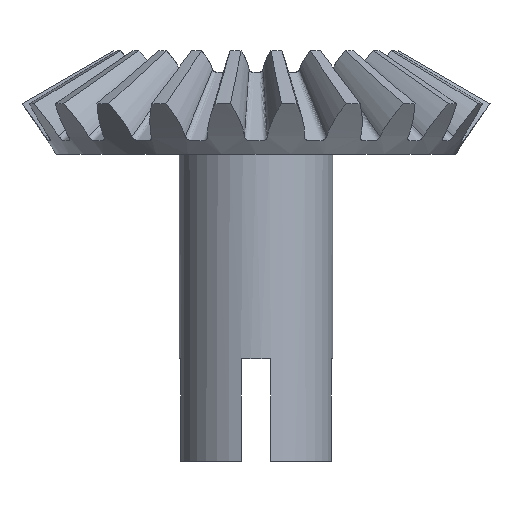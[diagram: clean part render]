
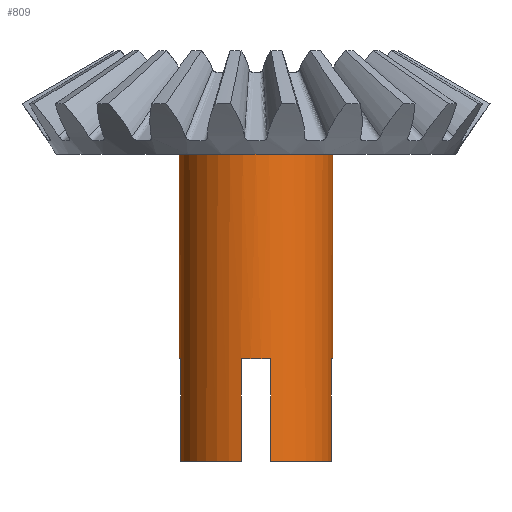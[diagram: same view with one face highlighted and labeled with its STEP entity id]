
A CAD part, front view. The second image highlights one B-rep face of the part: STEP entity #809.
In plain terms, the highlighted cylindrical face has radius 7.5 mm (diameter 15 mm), a partial arc.
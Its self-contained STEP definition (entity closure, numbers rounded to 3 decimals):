
#119 = CIRCLE ( 'NONE', #8804, 7.5 ) ;
#144 = DIRECTION ( 'NONE',  ( -1., 0., 0. ) ) ;
#173 = CARTESIAN_POINT ( 'NONE',  ( 0., 0., -48.676 ) ) ;
#334 = EDGE_CURVE ( 'NONE', #972, #4474, #977, .T. ) ;
#395 = ORIENTED_EDGE ( 'NONE', *, *, #5367, .F. ) ;
#525 = ORIENTED_EDGE ( 'NONE', *, *, #8301, .T. ) ;
#607 = CARTESIAN_POINT ( 'NONE',  ( -1.451, -7.358, -38.676 ) ) ;
#708 = CARTESIAN_POINT ( 'NONE',  ( 7.358, -1.451, -38.676 ) ) ;
#809 = ADVANCED_FACE ( 'NONE', ( #1846 ), #8302, .T. ) ;
#820 = VERTEX_POINT ( 'NONE', #607 ) ;
#852 = AXIS2_PLACEMENT_3D ( 'NONE', #3116, #8787, #144 ) ;
#972 = VERTEX_POINT ( 'NONE', #4547 ) ;
#977 = CIRCLE ( 'NONE', #6143, 7.5 ) ;
#986 = DIRECTION ( 'NONE',  ( -1., 0., 0. ) ) ;
#1073 = CARTESIAN_POINT ( 'NONE',  ( 0., 0., -48.676 ) ) ;
#1124 = ORIENTED_EDGE ( 'NONE', *, *, #6766, .F. ) ;
#1261 = VERTEX_POINT ( 'NONE', #5274 ) ;
#1264 = CARTESIAN_POINT ( 'NONE',  ( 0., 0., -18.676 ) ) ;
#1461 = VERTEX_POINT ( 'NONE', #2369 ) ;
#1585 = CIRCLE ( 'NONE', #3644, 7.5 ) ;
#1630 = EDGE_LOOP ( 'NONE', ( #2477, #8710, #5694, #4882, #3999, #2558, #395, #6087, #525, #1124, #5379, #4627 ) ) ;
#1846 = FACE_OUTER_BOUND ( 'NONE', #1630, .T. ) ;
#1968 = LINE ( 'NONE', #6133, #2351 ) ;
#1972 = EDGE_CURVE ( 'NONE', #8957, #3169, #4049, .T. ) ;
#1984 = DIRECTION ( 'NONE',  ( 0., 0., 1. ) ) ;
#1994 = VERTEX_POINT ( 'NONE', #708 ) ;
#2002 = CARTESIAN_POINT ( 'NONE',  ( -7.5, 0., -18.676 ) ) ;
#2065 = CIRCLE ( 'NONE', #3830, 7.5 ) ;
#2213 = CARTESIAN_POINT ( 'NONE',  ( -7.5, 0., -38.676 ) ) ;
#2351 = VECTOR ( 'NONE', #2746, 1000. ) ;
#2369 = CARTESIAN_POINT ( 'NONE',  ( 7.5, 0., -38.676 ) ) ;
#2406 = VERTEX_POINT ( 'NONE', #4270 ) ;
#2477 = ORIENTED_EDGE ( 'NONE', *, *, #6249, .F. ) ;
#2496 = DIRECTION ( 'NONE',  ( 0., 0., -1. ) ) ;
#2558 = ORIENTED_EDGE ( 'NONE', *, *, #3450, .F. ) ;
#2669 = CARTESIAN_POINT ( 'NONE',  ( 0., 0., -48.676 ) ) ;
#2746 = DIRECTION ( 'NONE',  ( 0., 0., -1. ) ) ;
#2939 = DIRECTION ( 'NONE',  ( 0., 0., -1. ) ) ;
#3100 = DIRECTION ( 'NONE',  ( 0., 0., 1. ) ) ;
#3116 = CARTESIAN_POINT ( 'NONE',  ( 0., 0., -38.676 ) ) ;
#3132 = CARTESIAN_POINT ( 'NONE',  ( 1.451, -7.358, -48.676 ) ) ;
#3169 = VERTEX_POINT ( 'NONE', #2002 ) ;
#3252 = VERTEX_POINT ( 'NONE', #8915 ) ;
#3427 = DIRECTION ( 'NONE',  ( 0., 0., -1. ) ) ;
#3450 = EDGE_CURVE ( 'NONE', #8610, #820, #1585, .T. ) ;
#3609 = CARTESIAN_POINT ( 'NONE',  ( 1.451, -7.358, -38.676 ) ) ;
#3644 = AXIS2_PLACEMENT_3D ( 'NONE', #4581, #2496, #5321 ) ;
#3649 = VECTOR ( 'NONE', #4232, 1000. ) ;
#3719 = EDGE_CURVE ( 'NONE', #1261, #4181, #5270, .T. ) ;
#3830 = AXIS2_PLACEMENT_3D ( 'NONE', #173, #2939, #8770 ) ;
#3999 = ORIENTED_EDGE ( 'NONE', *, *, #6487, .T. ) ;
#4049 = CIRCLE ( 'NONE', #8470, 7.5 ) ;
#4058 = EDGE_CURVE ( 'NONE', #1461, #8957, #6107, .T. ) ;
#4100 = DIRECTION ( 'NONE',  ( 0., 0., -1. ) ) ;
#4181 = VERTEX_POINT ( 'NONE', #2213 ) ;
#4190 = DIRECTION ( 'NONE',  ( -1., 0., 0. ) ) ;
#4232 = DIRECTION ( 'NONE',  ( 0., 0., 1. ) ) ;
#4270 = CARTESIAN_POINT ( 'NONE',  ( -1.451, -7.358, -48.676 ) ) ;
#4307 = VECTOR ( 'NONE', #6791, 1000. ) ;
#4365 = CARTESIAN_POINT ( 'NONE',  ( 1.451, -7.358, -48.676 ) ) ;
#4474 = VERTEX_POINT ( 'NONE', #4365 ) ;
#4547 = CARTESIAN_POINT ( 'NONE',  ( 7.358, -1.451, -48.676 ) ) ;
#4571 = LINE ( 'NONE', #3132, #6490 ) ;
#4572 = EDGE_CURVE ( 'NONE', #2406, #3252, #2065, .T. ) ;
#4581 = CARTESIAN_POINT ( 'NONE',  ( 0., 0., -38.676 ) ) ;
#4627 = ORIENTED_EDGE ( 'NONE', *, *, #1972, .T. ) ;
#4691 = CARTESIAN_POINT ( 'NONE',  ( -1.451, -7.358, -48.676 ) ) ;
#4859 = CARTESIAN_POINT ( 'NONE',  ( 7.5, 0., -18.676 ) ) ;
#4882 = ORIENTED_EDGE ( 'NONE', *, *, #4572, .F. ) ;
#5270 = CIRCLE ( 'NONE', #852, 7.5 ) ;
#5274 = CARTESIAN_POINT ( 'NONE',  ( -7.358, -1.451, -38.676 ) ) ;
#5321 = DIRECTION ( 'NONE',  ( -1., 0., 0. ) ) ;
#5362 = CARTESIAN_POINT ( 'NONE',  ( 7.5, 0., -48.676 ) ) ;
#5367 = EDGE_CURVE ( 'NONE', #4474, #8610, #4571, .T. ) ;
#5379 = ORIENTED_EDGE ( 'NONE', *, *, #4058, .T. ) ;
#5389 = DIRECTION ( 'NONE',  ( 0., 0., 1. ) ) ;
#5429 = VECTOR ( 'NONE', #5389, 1000. ) ;
#5487 = VECTOR ( 'NONE', #3100, 1000. ) ;
#5499 = CARTESIAN_POINT ( 'NONE',  ( 0., 0., -38.676 ) ) ;
#5518 = DIRECTION ( 'NONE',  ( -1., 0., 0. ) ) ;
#5655 = EDGE_CURVE ( 'NONE', #1261, #3252, #1968, .T. ) ;
#5694 = ORIENTED_EDGE ( 'NONE', *, *, #5655, .T. ) ;
#6081 = LINE ( 'NONE', #4691, #5429 ) ;
#6087 = ORIENTED_EDGE ( 'NONE', *, *, #334, .F. ) ;
#6107 = LINE ( 'NONE', #5362, #4307 ) ;
#6133 = CARTESIAN_POINT ( 'NONE',  ( -7.358, -1.451, -48.676 ) ) ;
#6143 = AXIS2_PLACEMENT_3D ( 'NONE', #1073, #7301, #986 ) ;
#6249 = EDGE_CURVE ( 'NONE', #4181, #3169, #7790, .T. ) ;
#6487 = EDGE_CURVE ( 'NONE', #2406, #820, #6081, .T. ) ;
#6490 = VECTOR ( 'NONE', #8936, 1000. ) ;
#6614 = CARTESIAN_POINT ( 'NONE',  ( 7.358, -1.451, -48.676 ) ) ;
#6766 = EDGE_CURVE ( 'NONE', #1461, #1994, #119, .T. ) ;
#6791 = DIRECTION ( 'NONE',  ( 0., 0., 1. ) ) ;
#6877 = DIRECTION ( 'NONE',  ( 1., 0., 0. ) ) ;
#7178 = CARTESIAN_POINT ( 'NONE',  ( -7.5, 0., -48.676 ) ) ;
#7261 = AXIS2_PLACEMENT_3D ( 'NONE', #2669, #1984, #6877 ) ;
#7301 = DIRECTION ( 'NONE',  ( 0., 0., -1. ) ) ;
#7790 = LINE ( 'NONE', #7178, #3649 ) ;
#7998 = LINE ( 'NONE', #6614, #5487 ) ;
#8301 = EDGE_CURVE ( 'NONE', #972, #1994, #7998, .T. ) ;
#8302 = CYLINDRICAL_SURFACE ( 'NONE', #7261, 7.5 ) ;
#8470 = AXIS2_PLACEMENT_3D ( 'NONE', #1264, #3427, #5518 ) ;
#8610 = VERTEX_POINT ( 'NONE', #3609 ) ;
#8710 = ORIENTED_EDGE ( 'NONE', *, *, #3719, .F. ) ;
#8770 = DIRECTION ( 'NONE',  ( -1., 0., 0. ) ) ;
#8787 = DIRECTION ( 'NONE',  ( 0., 0., -1. ) ) ;
#8804 = AXIS2_PLACEMENT_3D ( 'NONE', #5499, #4100, #4190 ) ;
#8915 = CARTESIAN_POINT ( 'NONE',  ( -7.358, -1.451, -48.676 ) ) ;
#8936 = DIRECTION ( 'NONE',  ( 0., 0., 1. ) ) ;
#8957 = VERTEX_POINT ( 'NONE', #4859 ) ;
